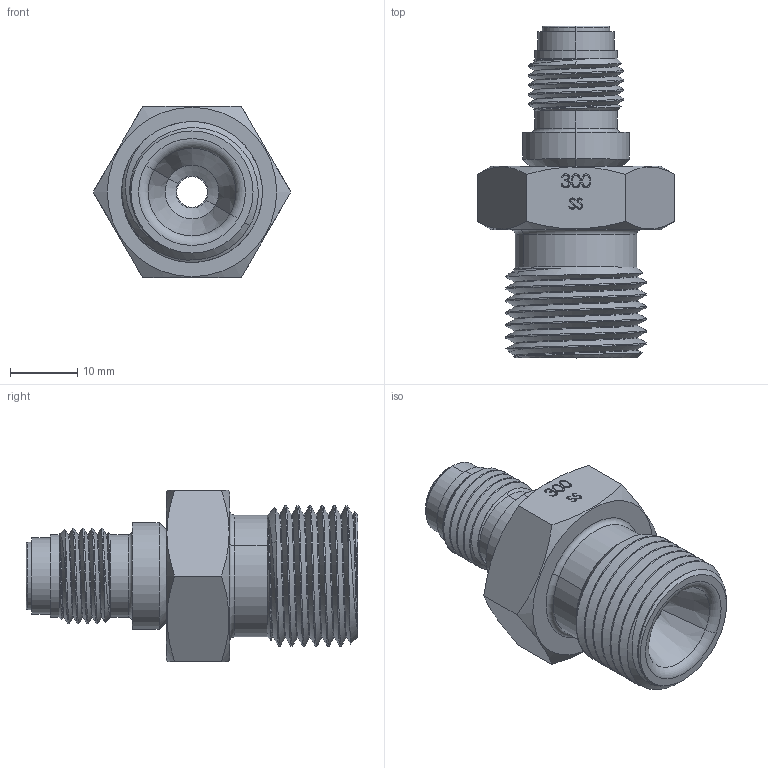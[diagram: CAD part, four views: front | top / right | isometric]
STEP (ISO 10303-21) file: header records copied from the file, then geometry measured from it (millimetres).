
FILE_DESCRIPTION (( 'STEP AP203' ), '1' );
FILE_NAME ('AD-300MSS-4MFS.STEP', '2025-09-03T12:14:14', ( '' ), ( '' ), 'SwSTEP 2.0', 'SolidWorks 2018', '' );
FILE_SCHEMA (( 'CONFIG_CONTROL_DESIGN' ));
Length unit declared in the file: inch
Products named in the file (3): PRT-001202; AD-300MSS-4MFS; PRT-003437
Assembly tree (2 placements, depth 2):
  AD-300MSS-4MFS
    PRT-001202
    PRT-003437
Bounding box: 29.33 x 49.28 x 25.4 mm (x, y, z)
Volume: 11562.5 mm3; surface area: 6895.5 mm2
Topology: 2 solids, 2 shells, 212 faces, 562 edges, 365 vertices
Faces by surface type: bspline 70, cylinder 61, cone 42, plane 29, torus 10
Entity records: 16507 total; most frequent: CARTESIAN_POINT 11712, ORIENTED_EDGE 1124, DIRECTION 659, EDGE_CURVE 562, VERTEX_POINT 365, AXIS2_PLACEMENT_3D 234, EDGE_LOOP 227, FACE_OUTER_BOUND 212
